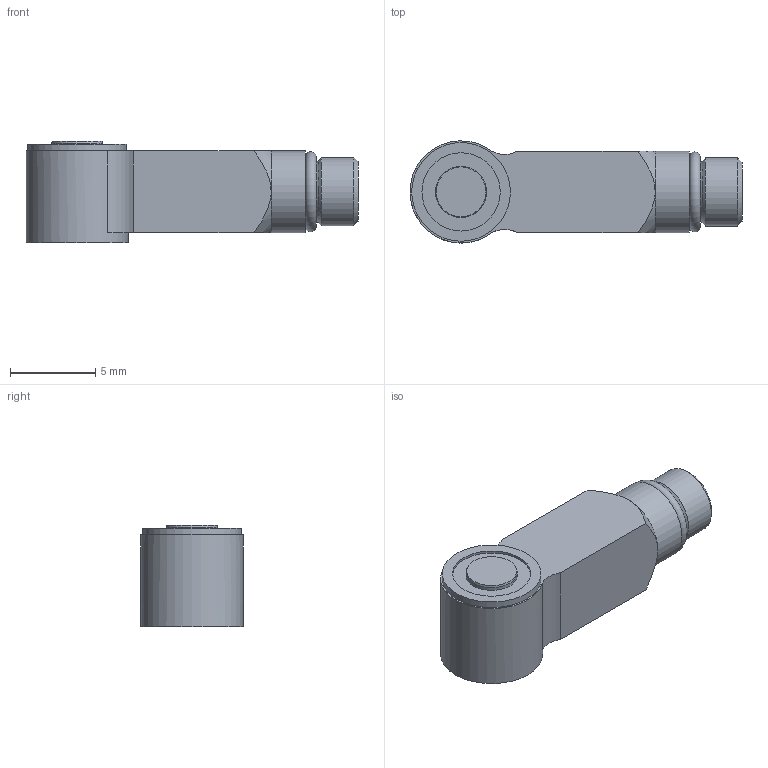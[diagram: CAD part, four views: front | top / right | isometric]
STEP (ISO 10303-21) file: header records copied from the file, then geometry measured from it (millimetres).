
FILE_DESCRIPTION( ( 'Unknown' ), '1' );
FILE_NAME( 'DLPP_6MO.stp', 'Unknown', ( 'Unknown' ), ( 'Unknown' ), 'PSStep 19.0.9', 'Unknown', ' ' );
FILE_SCHEMA( ( 'AUTOMOTIVE_DESIGN { 1 0 10303 214 1 1 1 1 }' ) );
Length unit declared in the file: millimetre
Products named in the file (1): 11182005
Bounding box: 19.5 x 6 x 5.97 mm (x, y, z)
Volume: 436.4 mm3; surface area: 432.8 mm2
Topology: 1 solids, 1 shells, 33 faces, 71 edges, 44 vertices
Faces by surface type: plane 12, cylinder 10, cone 8, torus 3
Full cylindrical faces by diameter (mm): 0.8 x1, 3 x1, 3.5 x1, 4 x1, 4.6 x1, 4.8 x1, 5.8 x1, 6 x1
Entity records: 1102 total; most frequent: CARTESIAN_POINT 182, DIRECTION 140, ORIENTED_EDGE 102, AXIS2_PLACEMENT_3D 63, EDGE_LOOP 52, EDGE_CURVE 51, FACE_OUTER_BOUND 44, VERTEX_POINT 41
